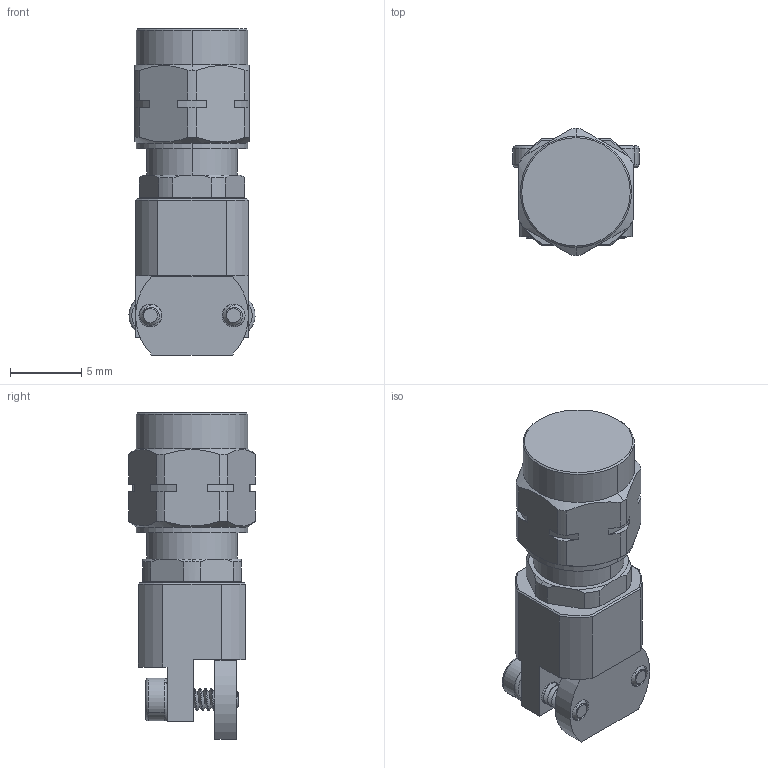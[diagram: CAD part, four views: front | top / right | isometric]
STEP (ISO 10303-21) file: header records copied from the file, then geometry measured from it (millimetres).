
FILE_DESCRIPTION (( 'STEP AP214' ), '1' );
FILE_NAME ('FMCN5375_3D.step', '2025-04-16T18:23:25', ( '' ), ( '' ), 'SwSTEP 2.0', 'SolidWorks 2022', '' );
FILE_SCHEMA (( 'AUTOMOTIVE_DESIGN' ));
Length unit declared in the file: inch
Products named in the file (4): FMCN5375; FMCN5375_3D; Bottom_3; Bolt_M1.6-5mm_3
Assembly tree (4 placements, depth 2):
  FMCN5375_3D
    FMCN5375
    Bottom_3
    Bolt_M1.6-5mm_3  x2
Bounding box: 8.83 x 8.9 x 22.86 mm (x, y, z)
Volume: 979.8 mm3; surface area: 978.3 mm2
Topology: 4 solids, 4 shells, 243 faces, 623 edges, 402 vertices
Faces by surface type: cylinder 124, plane 80, cone 25, torus 8, bspline 6
Entity records: 6932 total; most frequent: CARTESIAN_POINT 2250, ORIENTED_EDGE 970, DIRECTION 937, EDGE_CURVE 485, AXIS2_PLACEMENT_3D 351, VERTEX_POINT 314, VECTOR 235, LINE 235
